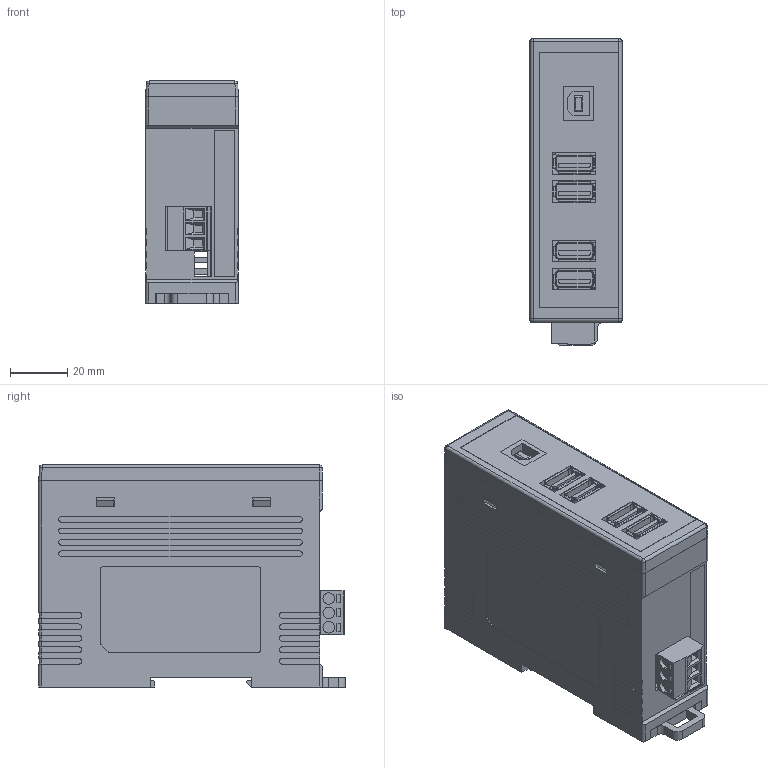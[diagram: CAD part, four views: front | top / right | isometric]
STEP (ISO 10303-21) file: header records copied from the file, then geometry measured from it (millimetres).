
FILE_DESCRIPTION (( 'STEP AP203' ), '1' );
FILE_NAME ('USB-2560.STEP', '2020-03-13T06:59:07', ( 'Windows 使用者' ), ( '' ), 'SwSTEP 2.0', 'SolidWorks 2019', '' );
FILE_SCHEMA (( 'CONFIG_CONTROL_DESIGN' ));
Length unit declared in the file: millimetre
Products named in the file (12): (X_T)DC-PowerPin(5.08)-3pin; FR-200-part1; USB-UP; LED-UP-3P; I-2560 PCB; MC100-50803; 2K接地鋁片; 2000主體小開孔; USB-2560; i-2560面板; USB-1; LED-UP-2P
Assembly tree (15 placements, depth 2):
  USB-2560
    2000主體小開孔
    I-2560 PCB
    (X_T)DC-PowerPin(5.08)-3pin
    USB-UP  x4
    i-2560面板
    USB-1
    LED-UP-2P  x2
    LED-UP-3P
    MC100-50803
    FR-200-part1
    2K接地鋁片
Bounding box: 32.5 x 107 x 77.5 mm (x, y, z)
Volume: 70473.5 mm3; surface area: 85398.5 mm2
Topology: 15 solids, 15 shells, 1378 faces, 3737 edges, 2428 vertices
Faces by surface type: plane 1002, cylinder 332, sphere 36, cone 8
Entity records: 37027 total; most frequent: CARTESIAN_POINT 6346, ORIENTED_EDGE 6182, DIRECTION 5897, EDGE_CURVE 3091, VECTOR 2545, LINE 2545, VERTEX_POINT 2029, AXIS2_PLACEMENT_3D 1676
